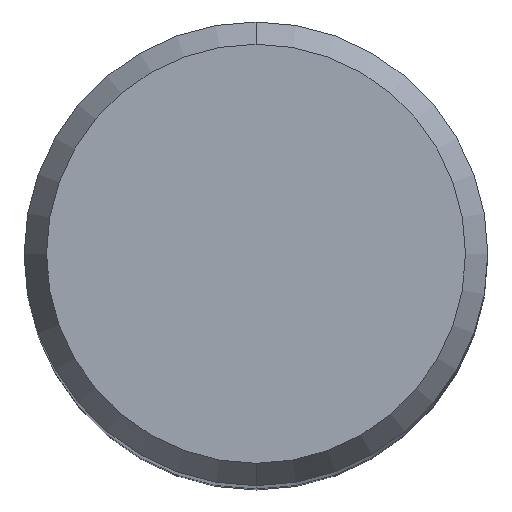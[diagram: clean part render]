
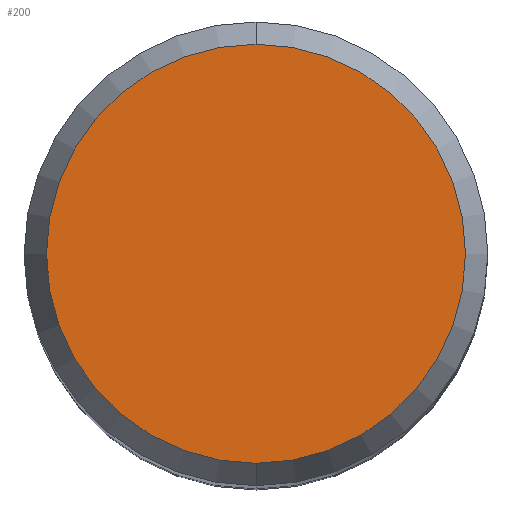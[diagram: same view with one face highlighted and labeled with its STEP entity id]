
A CAD part, top view. The second image highlights one B-rep face of the part: STEP entity #200.
In plain terms, the highlighted planar face has unit normal (0, 0, 1).
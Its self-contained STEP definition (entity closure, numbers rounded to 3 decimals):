
#138=VERTEX_POINT('',#280);
#152=EDGE_CURVE('',#182,#138,#296,.T.);
#172=EDGE_CURVE('',#138,#182,#319,.T.);
#182=VERTEX_POINT('',#330);
#200=ADVANCED_FACE('',(#350),#351,.T.);
#280=CARTESIAN_POINT('',(0.,-4.304,0.01));
#296=CIRCLE('',#459,4.304);
#319=CIRCLE('',#489,4.304);
#330=CARTESIAN_POINT('',(0.0,4.304,0.01));
#350=FACE_OUTER_BOUND('',#527,.T.);
#351=PLANE('',#528);
#459=AXIS2_PLACEMENT_3D('',#621,#622,#623);
#489=AXIS2_PLACEMENT_3D('',#653,#654,#655);
#527=EDGE_LOOP('',(#692,#693));
#528=AXIS2_PLACEMENT_3D('',#694,#695,#696);
#621=CARTESIAN_POINT('',(0.0,0.0,0.01));
#622=DIRECTION('',(0.0,0.0,-1.0));
#623=DIRECTION('',(0.0,1.0,0.0));
#653=CARTESIAN_POINT('',(0.0,0.0,0.01));
#654=DIRECTION('',(0.0,0.0,-1.0));
#655=DIRECTION('',(0.0,1.0,0.0));
#692=ORIENTED_EDGE('',*,*,#152,.F.);
#693=ORIENTED_EDGE('',*,*,#172,.F.);
#694=CARTESIAN_POINT('',(0.0,2.152,0.01));
#695=DIRECTION('',(-0.0,0.0,1.0));
#696=DIRECTION('',(0.0,-1.0,0.0));
